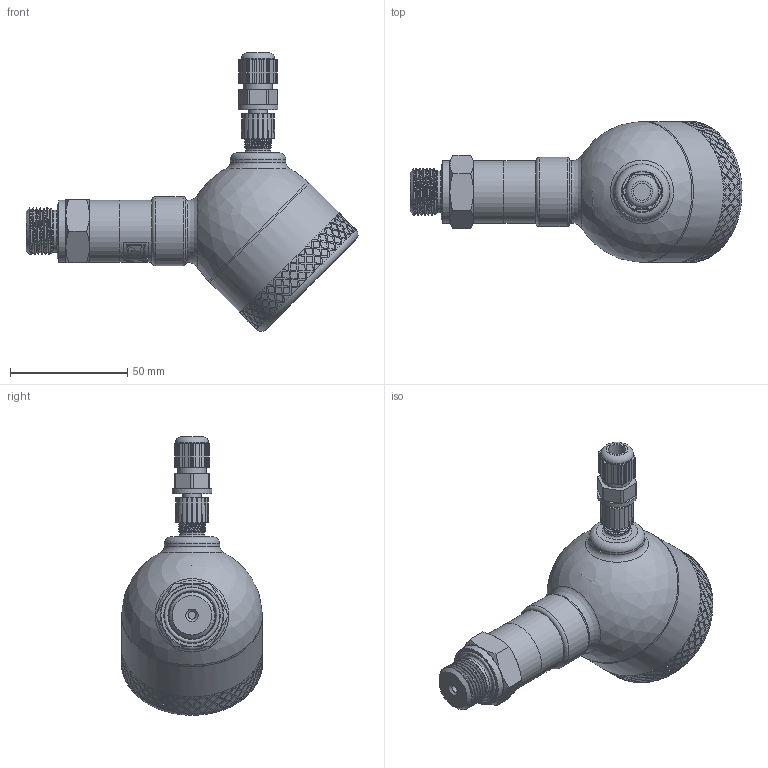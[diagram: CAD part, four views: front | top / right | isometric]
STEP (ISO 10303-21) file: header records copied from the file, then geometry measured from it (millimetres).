
FILE_DESCRIPTION(/* description */ (''),/* implementation_level */ '2;1');
FILE_NAME(/* name */ 'APZ3420FH_M20x1,5DIN_M12x1-straight_display.step',/* time_stamp */ '2021-06-30T17:48:56+03:00',/* author */ (''),/* organization */ (''),/* preprocessor_version */ 'ST-DEVELOPER v18.1',/* originating_system */ 'Autodesk Translation Framework v10.9.0.1377',/* authorisation */ '');
FILE_SCHEMA (('AUTOMOTIVE_DESIGN { 1 0 10303 214 3 1 1 }'));
Length unit declared in the file: millimetre
Products named in the file (8): Полевой корпус 
3420 3421 3230 заполненный; M20x1,5 DIN; FieldHousing Assembly v16; main body; Дисплей; Крышка для 
дисплея; Адаптер М12х1; M12x1 female straight v9
Assembly tree (7 placements, depth 3):
  Полевой корпус 
3420 3421 3230 заполненный
    M20x1,5 DIN
    FieldHousing Assembly v16
      main body
      Дисплей
      Крышка для 
дисплея
      Адаптер М12х1
      M12x1 female straight v9
Bounding box: 141.38 x 60.1 x 118.64 mm (x, y, z)
Volume: 177462.9 mm3; surface area: 51689.7 mm2
Topology: 15 solids, 15 shells, 1731 faces, 4393 edges, 2896 vertices
Faces by surface type: bspline 954, plane 373, cylinder 329, cone 47, torus 25, sphere 3
Full cylindrical faces by diameter (mm): 1 x4, 3.3 x1, 5 x4, 7.3 x1, 8 x3, 9.3 x1, 10.293 x1, 10.5 x2, 10.741 x7, 11.884 x6, 12 x1, 14 x1, 17 x1, 17.8 x1, 18.137 x5, 19.7 x1, 19.85 x5, 20.5 x1, 21.6 x1, 22.4 x1, 23.6 x1, 23.7 x1, 24.5 x2, 26.5 x3, 29.5 x1, 41 x3, 46 x2, 52.5 x1, 57.2 x1, 60 x2
Entity records: 69636 total; most frequent: CARTESIAN_POINT 35249, ORIENTED_EDGE 8784, EDGE_CURVE 4392, DIRECTION 3834, VERTEX_POINT 2896, B_SPLINE_CURVE_WITH_KNOTS 2696, EDGE_LOOP 1976, FACE_OUTER_BOUND 1731
